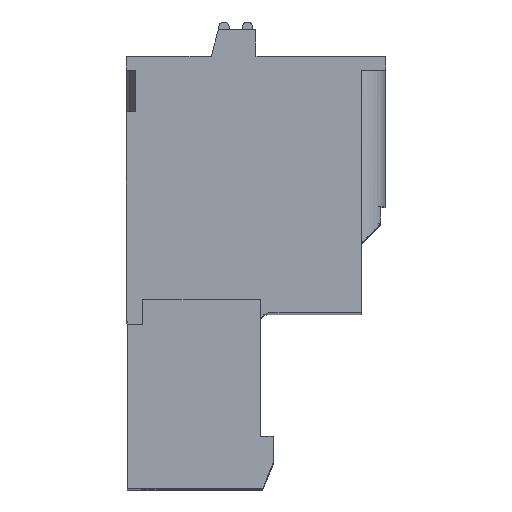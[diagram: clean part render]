
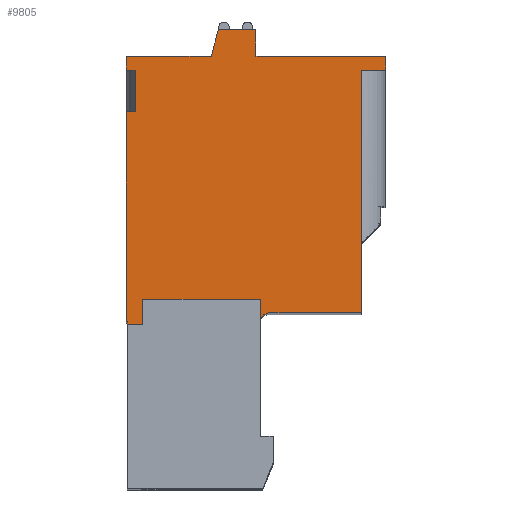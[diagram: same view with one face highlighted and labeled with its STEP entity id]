
A CAD part, top view. The second image highlights one B-rep face of the part: STEP entity #9805.
In plain terms, the highlighted planar face has unit normal (0, 0, 1).
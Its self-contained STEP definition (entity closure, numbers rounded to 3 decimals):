
#526=DIRECTION('',(0.,1.,0.));
#527=VECTOR('',#526,1.3);
#528=CARTESIAN_POINT('',(3.741,-4.022,2.5));
#529=LINE('',#528,#527);
#530=DIRECTION('',(-1.,0.,0.));
#531=VECTOR('',#530,6.8);
#532=CARTESIAN_POINT('',(3.741,-2.722,2.5));
#533=LINE('',#532,#531);
#534=DIRECTION('',(0.,-1.,0.));
#535=VECTOR('',#534,1.45);
#536=CARTESIAN_POINT('',(-3.059,-2.722,2.5));
#537=LINE('',#536,#535);
#538=DIRECTION('',(-1.,0.,0.));
#539=VECTOR('',#538,0.9);
#540=CARTESIAN_POINT('',(-3.059,-4.172,2.5));
#541=LINE('',#540,#539);
#542=DIRECTION('',(0.,-1.,0.));
#543=VECTOR('',#542,0.15);
#544=CARTESIAN_POINT('',(-3.959,-4.022,2.5));
#545=LINE('',#544,#543);
#546=DIRECTION('',(1.,0.,0.));
#547=VECTOR('',#546,0.05);
#548=CARTESIAN_POINT('',(-4.009,-4.022,2.5));
#549=LINE('',#548,#547);
#550=DIRECTION('',(0.,-1.,0.));
#551=VECTOR('',#550,12.15);
#552=CARTESIAN_POINT('',(-4.009,8.128,2.5));
#553=LINE('',#552,#551);
#554=DIRECTION('',(1.,0.,0.));
#555=VECTOR('',#554,0.5);
#556=CARTESIAN_POINT('',(-4.009,8.128,2.5));
#557=LINE('',#556,#555);
#558=DIRECTION('',(0.,-1.,0.));
#559=VECTOR('',#558,2.4);
#560=CARTESIAN_POINT('',(-3.509,10.528,2.5));
#561=LINE('',#560,#559);
#562=DIRECTION('',(1.,0.,0.));
#563=VECTOR('',#562,0.5);
#564=CARTESIAN_POINT('',(-4.009,10.528,2.5));
#565=LINE('',#564,#563);
#566=DIRECTION('',(0.,-1.,0.));
#567=VECTOR('',#566,0.8);
#568=CARTESIAN_POINT('',(-4.009,11.328,2.5));
#569=LINE('',#568,#567);
#570=DIRECTION('',(-1.,0.,0.));
#571=VECTOR('',#570,4.907);
#572=CARTESIAN_POINT('',(0.898,11.328,2.5));
#573=LINE('',#572,#571);
#574=DIRECTION('',(-0.259,-0.966,0.));
#575=VECTOR('',#574,1.605);
#576=CARTESIAN_POINT('',(1.313,12.878,2.5));
#577=LINE('',#576,#575);
#578=DIRECTION('',(-1.,0.,0.));
#579=VECTOR('',#578,2.178);
#580=CARTESIAN_POINT('',(3.491,12.878,2.5));
#581=LINE('',#580,#579);
#582=DIRECTION('',(0.,1.,0.));
#583=VECTOR('',#582,1.55);
#584=CARTESIAN_POINT('',(3.491,11.328,2.5));
#585=LINE('',#584,#583);
#586=DIRECTION('',(-1.,0.,0.));
#587=VECTOR('',#586,7.5);
#588=CARTESIAN_POINT('',(10.991,11.328,2.5));
#589=LINE('',#588,#587);
#590=DIRECTION('',(0.,1.,0.));
#591=VECTOR('',#590,0.8);
#592=CARTESIAN_POINT('',(10.991,10.528,2.5));
#593=LINE('',#592,#591);
#594=DIRECTION('',(-1.,0.,0.));
#595=VECTOR('',#594,1.4);
#596=CARTESIAN_POINT('',(10.991,10.528,2.5));
#597=LINE('',#596,#595);
#598=DIRECTION('',(1.,0.,0.));
#599=VECTOR('',#598,5.35);
#600=CARTESIAN_POINT('',(4.241,-3.522,2.5));
#601=LINE('',#600,#599);
#602=CARTESIAN_POINT('',(4.241,-4.022,2.5));
#603=DIRECTION('',(0.,0.,-1.));
#604=DIRECTION('',(-1.,0.,0.));
#605=AXIS2_PLACEMENT_3D('',#602,#603,#604);
#2538=DIRECTION('',(0.,1.,0.));
#2539=VECTOR('',#2538,14.05);
#2540=CARTESIAN_POINT('',(9.591,-3.522,2.5));
#2541=LINE('',#2540,#2539);
#7177=CARTESIAN_POINT('',(-4.009,-4.022,2.5));
#7178=CARTESIAN_POINT('',(-3.959,-4.022,2.5));
#7179=VERTEX_POINT('',#7177);
#7180=VERTEX_POINT('',#7178);
#7181=CARTESIAN_POINT('',(4.241,-3.522,2.5));
#7182=CARTESIAN_POINT('',(9.591,-3.522,2.5));
#7183=VERTEX_POINT('',#7181);
#7184=VERTEX_POINT('',#7182);
#7185=CARTESIAN_POINT('',(10.991,11.328,2.5));
#7186=CARTESIAN_POINT('',(3.491,11.328,2.5));
#7187=VERTEX_POINT('',#7185);
#7188=VERTEX_POINT('',#7186);
#7189=CARTESIAN_POINT('',(3.491,12.878,2.5));
#7190=VERTEX_POINT('',#7189);
#7191=CARTESIAN_POINT('',(1.313,12.878,2.5));
#7192=VERTEX_POINT('',#7191);
#7193=CARTESIAN_POINT('',(0.898,11.328,2.5));
#7194=VERTEX_POINT('',#7193);
#7195=CARTESIAN_POINT('',(-4.009,11.328,2.5));
#7196=VERTEX_POINT('',#7195);
#7201=CARTESIAN_POINT('',(10.991,10.528,2.5));
#7202=CARTESIAN_POINT('',(9.591,10.528,2.5));
#7203=VERTEX_POINT('',#7201);
#7204=VERTEX_POINT('',#7202);
#7319=CARTESIAN_POINT('',(3.741,-4.022,2.5));
#7320=CARTESIAN_POINT('',(3.741,-2.722,2.5));
#7321=VERTEX_POINT('',#7319);
#7322=VERTEX_POINT('',#7320);
#7323=CARTESIAN_POINT('',(-3.059,-2.722,2.5));
#7324=VERTEX_POINT('',#7323);
#7325=CARTESIAN_POINT('',(-3.059,-4.172,2.5));
#7326=VERTEX_POINT('',#7325);
#7327=CARTESIAN_POINT('',(-3.959,-4.172,2.5));
#7328=VERTEX_POINT('',#7327);
#7333=CARTESIAN_POINT('',(-4.009,10.528,2.5));
#7334=CARTESIAN_POINT('',(-3.509,10.528,2.5));
#7335=VERTEX_POINT('',#7333);
#7336=VERTEX_POINT('',#7334);
#7337=CARTESIAN_POINT('',(-4.009,8.128,2.5));
#7338=CARTESIAN_POINT('',(-3.509,8.128,2.5));
#7339=VERTEX_POINT('',#7337);
#7340=VERTEX_POINT('',#7338);
#9759=CARTESIAN_POINT('',(0.,0.,2.5));
#9760=DIRECTION('',(0.,0.,1.));
#9761=DIRECTION('',(1.,0.,0.));
#9762=AXIS2_PLACEMENT_3D('',#9759,#9760,#9761);
#9763=PLANE('',#9762);
#9764=ORIENTED_EDGE('',*,*,#9740,.T.);
#9766=ORIENTED_EDGE('',*,*,#9765,.T.);
#9768=ORIENTED_EDGE('',*,*,#9767,.T.);
#9770=ORIENTED_EDGE('',*,*,#9769,.T.);
#9771=ORIENTED_EDGE('',*,*,#9329,.F.);
#9773=ORIENTED_EDGE('',*,*,#9772,.F.);
#9775=ORIENTED_EDGE('',*,*,#9774,.F.);
#9777=ORIENTED_EDGE('',*,*,#9776,.T.);
#9779=ORIENTED_EDGE('',*,*,#9778,.F.);
#9781=ORIENTED_EDGE('',*,*,#9780,.F.);
#9783=ORIENTED_EDGE('',*,*,#9782,.F.);
#9785=ORIENTED_EDGE('',*,*,#9784,.F.);
#9787=ORIENTED_EDGE('',*,*,#9786,.F.);
#9789=ORIENTED_EDGE('',*,*,#9788,.F.);
#9791=ORIENTED_EDGE('',*,*,#9790,.F.);
#9793=ORIENTED_EDGE('',*,*,#9792,.F.);
#9795=ORIENTED_EDGE('',*,*,#9794,.F.);
#9797=ORIENTED_EDGE('',*,*,#9796,.T.);
#9799=ORIENTED_EDGE('',*,*,#9798,.F.);
#9801=ORIENTED_EDGE('',*,*,#9800,.F.);
#9802=ORIENTED_EDGE('',*,*,#9752,.F.);
#9803=EDGE_LOOP('',(#9764,#9766,#9768,#9770,#9771,#9773,#9775,#9777,#9779,#9781,
#9783,#9785,#9787,#9789,#9791,#9793,#9795,#9797,#9799,#9801,#9802));
#9804=FACE_OUTER_BOUND('',#9803,.F.);
#606=CIRCLE('',#605,0.5);
#9329=EDGE_CURVE('',#7180,#7328,#545,.T.);
#9740=EDGE_CURVE('',#7321,#7322,#529,.T.);
#9752=EDGE_CURVE('',#7321,#7183,#606,.T.);
#9765=EDGE_CURVE('',#7322,#7324,#533,.T.);
#9767=EDGE_CURVE('',#7324,#7326,#537,.T.);
#9769=EDGE_CURVE('',#7326,#7328,#541,.T.);
#9772=EDGE_CURVE('',#7179,#7180,#549,.T.);
#9774=EDGE_CURVE('',#7339,#7179,#553,.T.);
#9776=EDGE_CURVE('',#7339,#7340,#557,.T.);
#9778=EDGE_CURVE('',#7336,#7340,#561,.T.);
#9780=EDGE_CURVE('',#7335,#7336,#565,.T.);
#9782=EDGE_CURVE('',#7196,#7335,#569,.T.);
#9784=EDGE_CURVE('',#7194,#7196,#573,.T.);
#9786=EDGE_CURVE('',#7192,#7194,#577,.T.);
#9788=EDGE_CURVE('',#7190,#7192,#581,.T.);
#9790=EDGE_CURVE('',#7188,#7190,#585,.T.);
#9792=EDGE_CURVE('',#7187,#7188,#589,.T.);
#9794=EDGE_CURVE('',#7203,#7187,#593,.T.);
#9796=EDGE_CURVE('',#7203,#7204,#597,.T.);
#9798=EDGE_CURVE('',#7184,#7204,#2541,.T.);
#9800=EDGE_CURVE('',#7183,#7184,#601,.T.);
#9805=ADVANCED_FACE('',(#9804),#9763,.T.);
